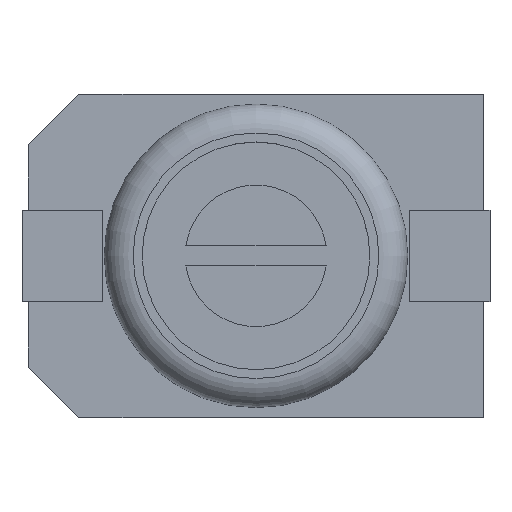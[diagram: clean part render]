
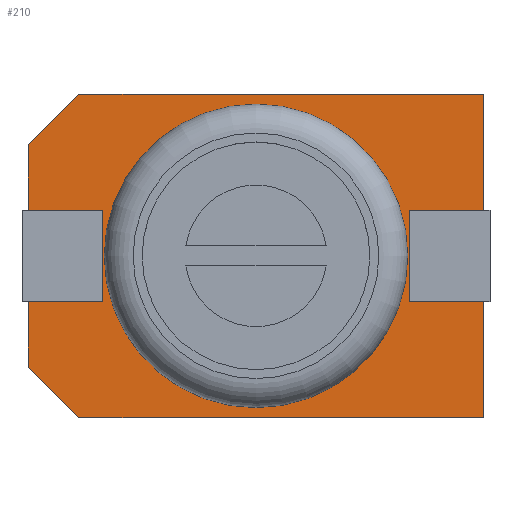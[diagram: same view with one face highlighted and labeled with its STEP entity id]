
A CAD part, top view. The second image highlights one B-rep face of the part: STEP entity #210.
In plain terms, the highlighted planar face has unit normal (0, 0, 1).
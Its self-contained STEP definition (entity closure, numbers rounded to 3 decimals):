
#13=DIRECTION('',(0.,0.,1.));
#29=DIRECTION('',(-1.,0.,0.));
#34=VECTOR('',#35,1.);
#35=DIRECTION('',(1.,0.,0.));
#49=DIRECTION('',(0.,0.,-1.));
#77=DIRECTION('',(0.,-1.,0.));
#142=VECTOR('',#29,1.);
#150=DIRECTION('',(0.,1.,0.));
#199=VERTEX_POINT('',#200);
#200=CARTESIAN_POINT('',(-1.5,0.,0.88));
#203=EDGE_CURVE('',#199,#199,#204,.T.);
#204=CIRCLE('',#205,1.5);
#205=AXIS2_PLACEMENT_3D('',#206,#13,#29);
#206=CARTESIAN_POINT('',(0.,0.,0.88));
#210=ADVANCED_FACE('',(#211,#295),#298,.F.);
#211=FACE_BOUND('',#212,.F.);
#212=EDGE_LOOP('',(#213,#220,#226,#232,#240,#246,#250,#255,#262,#268,#274,#280,#286,#290));
#213=ORIENTED_EDGE('',*,*,#214,.T.);
#214=EDGE_CURVE('',#215,#217,#219,.T.);
#215=VERTEX_POINT('',#216);
#216=CARTESIAN_POINT('',(-1.75,1.6,0.88));
#217=VERTEX_POINT('',#218);
#218=CARTESIAN_POINT('',(2.25,1.6,0.88));
#219=LINE('',#216,#34);
#220=ORIENTED_EDGE('',*,*,#221,.T.);
#221=EDGE_CURVE('',#217,#222,#224,.T.);
#222=VERTEX_POINT('',#223);
#223=CARTESIAN_POINT('',(2.25,0.45,0.88));
#224=LINE('',#218,#225);
#225=VECTOR('',#77,1.);
#226=ORIENTED_EDGE('',*,*,#227,.T.);
#227=EDGE_CURVE('',#222,#228,#230,.T.);
#228=VERTEX_POINT('',#229);
#229=CARTESIAN_POINT('',(1.513,0.45,0.88));
#230=LINE('',#231,#142);
#231=CARTESIAN_POINT('',(1.204,0.45,0.88));
#232=ORIENTED_EDGE('',*,*,#233,.T.);
#233=EDGE_CURVE('',#228,#234,#236,.T.);
#234=VERTEX_POINT('',#235);
#235=CARTESIAN_POINT('',(1.513,-0.45,0.88));
#236=LINE('',#237,#238);
#237=CARTESIAN_POINT('',(1.513,0.225,0.88));
#238=VECTOR('',#239,1.);
#239=DIRECTION('',(0.,-1.,0.));
#240=ORIENTED_EDGE('',*,*,#241,.T.);
#241=EDGE_CURVE('',#234,#242,#244,.T.);
#242=VERTEX_POINT('',#243);
#243=CARTESIAN_POINT('',(2.25,-0.45,0.88));
#244=LINE('',#245,#34);
#245=CARTESIAN_POINT('',(0.804,-0.45,0.88));
#246=ORIENTED_EDGE('',*,*,#247,.T.);
#247=EDGE_CURVE('',#242,#248,#224,.T.);
#248=VERTEX_POINT('',#249);
#249=CARTESIAN_POINT('',(2.25,-1.6,0.88));
#250=ORIENTED_EDGE('',*,*,#251,.T.);
#251=EDGE_CURVE('',#248,#252,#254,.T.);
#252=VERTEX_POINT('',#253);
#253=CARTESIAN_POINT('',(-1.75,-1.6,0.88));
#254=LINE('',#249,#142);
#255=ORIENTED_EDGE('',*,*,#256,.T.);
#256=EDGE_CURVE('',#252,#257,#259,.T.);
#257=VERTEX_POINT('',#258);
#258=CARTESIAN_POINT('',(-2.25,-1.1,0.88));
#259=LINE('',#253,#260);
#260=VECTOR('',#261,1.);
#261=DIRECTION('',(-0.707,0.707,0.));
#262=ORIENTED_EDGE('',*,*,#263,.T.);
#263=EDGE_CURVE('',#257,#264,#266,.T.);
#264=VERTEX_POINT('',#265);
#265=CARTESIAN_POINT('',(-2.25,-0.45,0.88));
#266=LINE('',#258,#267);
#267=VECTOR('',#150,1.);
#268=ORIENTED_EDGE('',*,*,#269,.T.);
#269=EDGE_CURVE('',#264,#270,#272,.T.);
#270=VERTEX_POINT('',#271);
#271=CARTESIAN_POINT('',(-1.513,-0.45,0.88));
#272=LINE('',#273,#34);
#273=CARTESIAN_POINT('',(-1.108,-0.45,0.88));
#274=ORIENTED_EDGE('',*,*,#275,.T.);
#275=EDGE_CURVE('',#270,#276,#278,.T.);
#276=VERTEX_POINT('',#277);
#277=CARTESIAN_POINT('',(-1.513,0.45,0.88));
#278=LINE('',#279,#267);
#279=CARTESIAN_POINT('',(-1.513,-0.225,0.88));
#280=ORIENTED_EDGE('',*,*,#281,.T.);
#281=EDGE_CURVE('',#276,#282,#284,.T.);
#282=VERTEX_POINT('',#283);
#283=CARTESIAN_POINT('',(-2.25,0.45,0.88));
#284=LINE('',#285,#142);
#285=CARTESIAN_POINT('',(-0.708,0.45,0.88));
#286=ORIENTED_EDGE('',*,*,#287,.T.);
#287=EDGE_CURVE('',#282,#288,#266,.T.);
#288=VERTEX_POINT('',#289);
#289=CARTESIAN_POINT('',(-2.25,1.1,0.88));
#290=ORIENTED_EDGE('',*,*,#291,.T.);
#291=EDGE_CURVE('',#288,#215,#292,.T.);
#292=LINE('',#289,#293);
#293=VECTOR('',#294,1.);
#294=DIRECTION('',(0.707,0.707,0.));
#295=FACE_BOUND('',#296,.F.);
#296=EDGE_LOOP('',(#297));
#297=ORIENTED_EDGE('',*,*,#203,.T.);
#298=PLANE('',#299);
#299=AXIS2_PLACEMENT_3D('',#300,#49,#35);
#300=CARTESIAN_POINT('',(0.096,0.,0.88));
